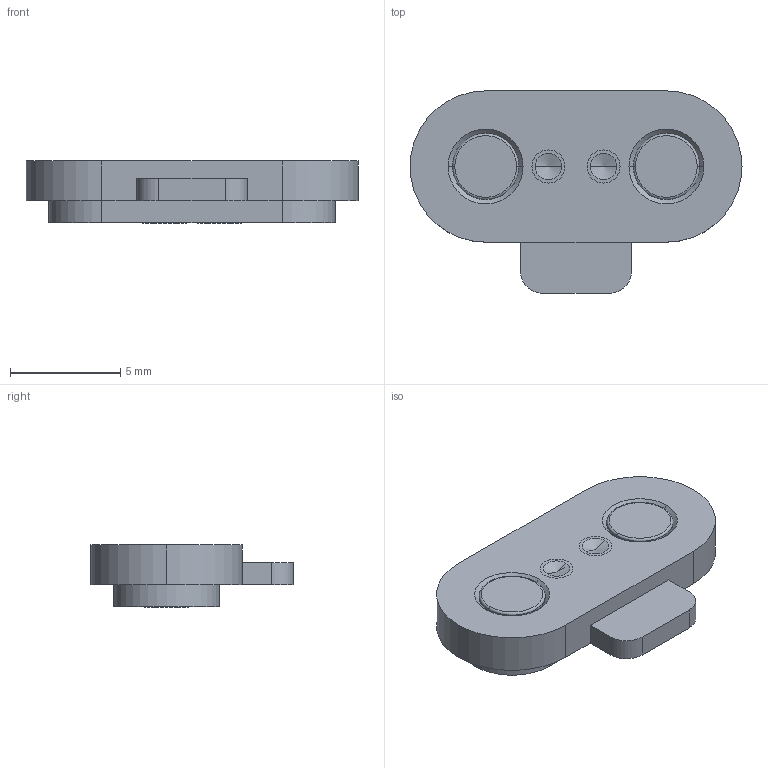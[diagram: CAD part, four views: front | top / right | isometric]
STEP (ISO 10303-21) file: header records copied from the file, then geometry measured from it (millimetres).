
FILE_DESCRIPTION (( 'STEP AP214' ), '1' );
FILE_NAME ('CONN-SMD_YZT0755-20028-02025-01.STEP', '2024-09-10T01:27:46', ( 'PC' ), ( 'Microsoft' ), 'SwSTEP 2.0', 'SolidWorks 2020', '' );
FILE_SCHEMA (( 'AUTOMOTIVE_DESIGN' ));
Length unit declared in the file: millimetre
Products named in the file (1): CONN-SMD_YZT0755-20028-02025-01
Bounding box: 15.06 x 9.19 x 2.82 mm (x, y, z)
Volume: 235.7 mm3; surface area: 485.6 mm2
Topology: 20 solids, 20 shells, 302 faces, 763 edges, 504 vertices
Faces by surface type: plane 160, bspline 98, cylinder 32, cone 8, torus 4
Entity records: 12976 total; most frequent: CARTESIAN_POINT 2872, ORIENTED_EDGE 1518, DIRECTION 1049, EDGE_CURVE 759, VERTEX_POINT 504, VECTOR 479, LINE 479, EDGE_LOOP 325
